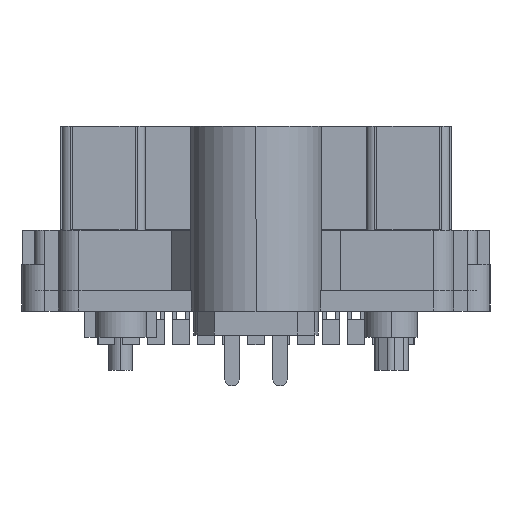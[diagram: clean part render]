
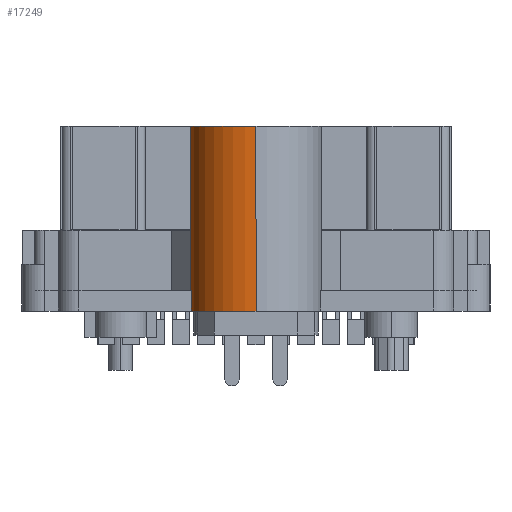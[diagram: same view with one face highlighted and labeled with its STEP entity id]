
A CAD part, left-side view. The second image highlights one B-rep face of the part: STEP entity #17249.
In plain terms, the highlighted cylindrical face has radius 3.17 mm (diameter 6.34 mm), a partial arc.
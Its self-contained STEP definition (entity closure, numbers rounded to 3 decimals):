
#17208=CARTESIAN_POINT('',(-28.775,0.,6.06));
#17209=DIRECTION('',(0.0,0.,-1.0));
#17210=DIRECTION('',(1.0,0.0,0.0));
#17211=AXIS2_PLACEMENT_3D('',#17208,#17209,#17210);
#17212=CYLINDRICAL_SURFACE('',#17211,3.17);
#17213=CARTESIAN_POINT('',(-25.605,0.,1.61));
#17214=VERTEX_POINT('',#17213);
#17215=CARTESIAN_POINT('',(-25.605,0.,10.51));
#17216=VERTEX_POINT('',#17215);
#17217=CARTESIAN_POINT('',(-25.605,0.,1.61));
#17218=DIRECTION('',(0.0,0.0,1.0));
#17219=VECTOR('',#17218,8.9);
#17220=LINE('',#17217,#17219);
#17221=EDGE_CURVE('',#17214,#17216,#17220,.T.);
#17222=ORIENTED_EDGE('',*,*,#17221,.F.);
#17223=CARTESIAN_POINT('',(-31.945,0.,1.61));
#17224=VERTEX_POINT('',#17223);
#17225=CARTESIAN_POINT('',(-28.775,0.,1.61));
#17226=DIRECTION('',(0.0,0.0,-1.0));
#17227=DIRECTION('',(1.0,0.0,0.0));
#17228=AXIS2_PLACEMENT_3D('',#17225,#17226,#17227);
#17229=CIRCLE('',#17228,3.17);
#17230=EDGE_CURVE('',#17224,#17214,#17229,.T.);
#17231=ORIENTED_EDGE('',*,*,#17230,.F.);
#17232=CARTESIAN_POINT('',(-31.945,0.,10.51));
#17233=VERTEX_POINT('',#17232);
#17234=CARTESIAN_POINT('',(-31.945,0.,1.61));
#17235=DIRECTION('',(0.0,0.0,1.0));
#17236=VECTOR('',#17235,8.9);
#17237=LINE('',#17234,#17236);
#17238=EDGE_CURVE('',#17224,#17233,#17237,.T.);
#17239=ORIENTED_EDGE('',*,*,#17238,.T.);
#17240=CARTESIAN_POINT('',(-28.775,0.,10.51));
#17241=DIRECTION('',(0.0,0.0,1.0));
#17242=DIRECTION('',(1.0,0.0,0.0));
#17243=AXIS2_PLACEMENT_3D('',#17240,#17241,#17242);
#17244=CIRCLE('',#17243,3.17);
#17245=EDGE_CURVE('',#17216,#17233,#17244,.T.);
#17246=ORIENTED_EDGE('',*,*,#17245,.F.);
#17247=EDGE_LOOP('',(#17222,#17231,#17239,#17246));
#17248=FACE_OUTER_BOUND('',#17247,.T.);
#17249=ADVANCED_FACE('',(#17248),#17212,.T.);
